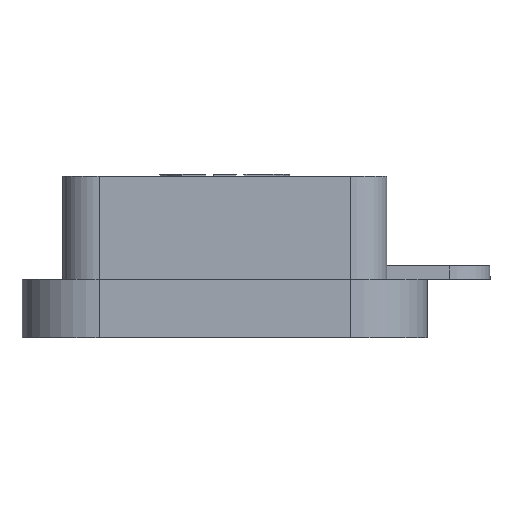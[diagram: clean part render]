
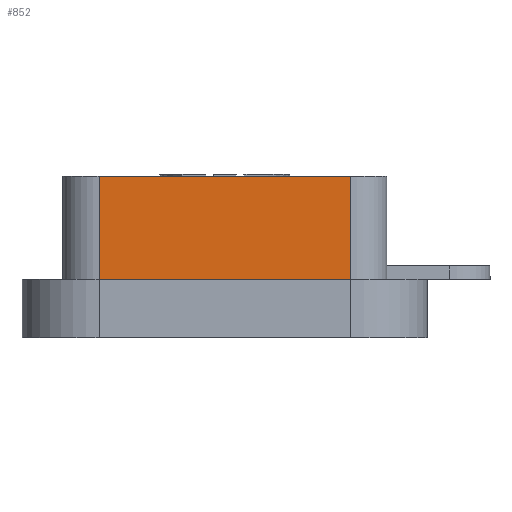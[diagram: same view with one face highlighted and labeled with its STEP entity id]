
A CAD part, left-side view. The second image highlights one B-rep face of the part: STEP entity #852.
In plain terms, the highlighted planar face has unit normal (-1, 0, 0).
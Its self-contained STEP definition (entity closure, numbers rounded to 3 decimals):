
#660=FACE_OUTER_BOUND('',#1260,.T.);
#852=ADVANCED_FACE('',(#660),#1005,.T.);
#1005=PLANE('',#4042);
#1260=EDGE_LOOP('',(#2592,#2593,#2594,#2595));
#1412=LINE('',#5148,#1795);
#1584=LINE('',#5616,#1967);
#1586=LINE('',#5624,#1969);
#1587=LINE('',#5625,#1970);
#1795=VECTOR('',#4191,1.);
#1967=VECTOR('',#4577,1.);
#1969=VECTOR('',#4585,1.);
#1970=VECTOR('',#4586,1.);
#2592=ORIENTED_EDGE('',*,*,#3395,.F.);
#2593=ORIENTED_EDGE('',*,*,#3614,.T.);
#2594=ORIENTED_EDGE('',*,*,#3610,.T.);
#2595=ORIENTED_EDGE('',*,*,#3615,.F.);
#3093=VERTEX_POINT('',#5147);
#3094=VERTEX_POINT('',#5149);
#3246=VERTEX_POINT('',#5615);
#3247=VERTEX_POINT('',#5617);
#3395=EDGE_CURVE('',#3093,#3094,#1412,.T.);
#3610=EDGE_CURVE('',#3247,#3246,#1584,.T.);
#3614=EDGE_CURVE('',#3093,#3247,#1586,.T.);
#3615=EDGE_CURVE('',#3094,#3246,#1587,.T.);
#4042=AXIS2_PLACEMENT_3D('',#5626,#4587,#4588);
#4191=DIRECTION('',(0.,-1.,0.));
#4577=DIRECTION('',(0.,-1.,0.));
#4585=DIRECTION('',(0.,0.,-1.));
#4586=DIRECTION('',(0.,0.,-1.));
#4587=DIRECTION('',(-1.,0.,0.));
#4588=DIRECTION('',(0.,1.,0.));
#5147=CARTESIAN_POINT('',(-56.6,14.,12.5));
#5148=CARTESIAN_POINT('',(-56.6,-19.105,12.5));
#5149=CARTESIAN_POINT('',(-56.6,-14.,12.5));
#5615=CARTESIAN_POINT('',(-56.6,-14.,1.));
#5616=CARTESIAN_POINT('',(-56.6,14.,1.));
#5617=CARTESIAN_POINT('',(-56.6,14.,1.));
#5624=CARTESIAN_POINT('',(-56.6,14.,9.5));
#5625=CARTESIAN_POINT('',(-56.6,-14.,9.5));
#5626=CARTESIAN_POINT('',(-56.6,-14.,9.8));
